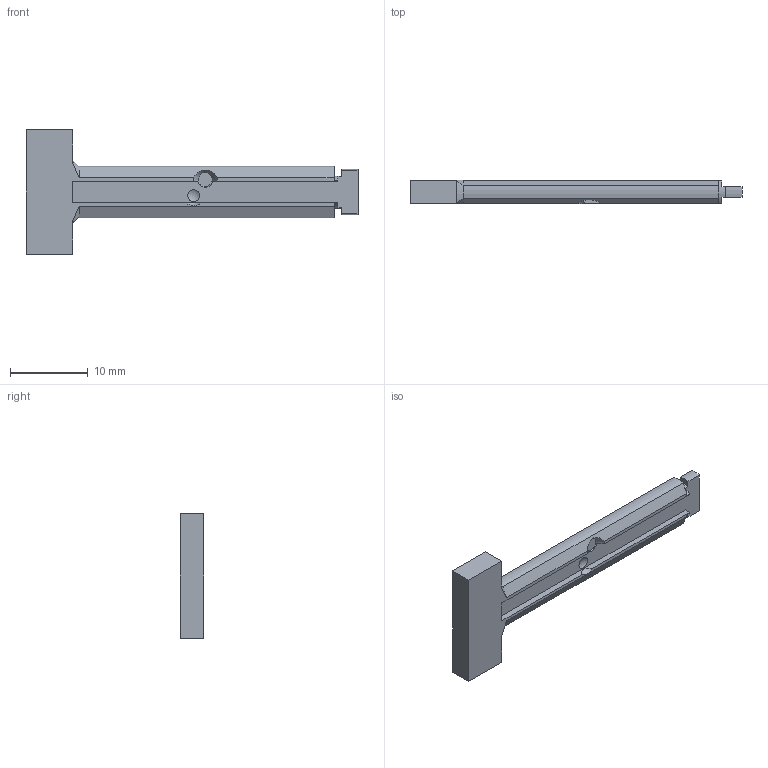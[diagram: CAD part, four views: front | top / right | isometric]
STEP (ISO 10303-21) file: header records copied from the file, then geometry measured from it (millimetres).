
FILE_DESCRIPTION(/* description */ (''),/* implementation_level */ '2;1');
FILE_NAME(/* name */ 'protec1 blank.step',/* time_stamp */ '2024-09-24T12:14:23+02:00',/* author */ (''),/* organization */ (''),/* preprocessor_version */ 'ST-DEVELOPER v20',/* originating_system */ 'Autodesk Translation Framework v13.20.0.188',/* authorisation */ '');
FILE_SCHEMA (('AUTOMOTIVE_DESIGN { 1 0 10303 214 3 1 1 }'));
Length unit declared in the file: millimetre
Products named in the file (1): protec1 for github
Bounding box: 42.57 x 2.95 x 15.9 mm (x, y, z)
Volume: 737.2 mm3; surface area: 1027.4 mm2
Topology: 1 solids, 1 shells, 52 faces, 142 edges, 94 vertices
Faces by surface type: plane 38, cylinder 6, cone 4, sphere 4
Entity records: 1686 total; most frequent: CARTESIAN_POINT 309, ORIENTED_EDGE 284, DIRECTION 276, EDGE_CURVE 142, LINE 98, VECTOR 98, VERTEX_POINT 94, AXIS2_PLACEMENT_3D 89
